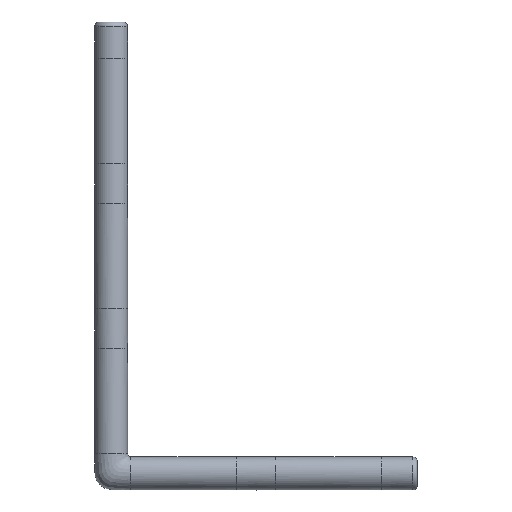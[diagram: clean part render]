
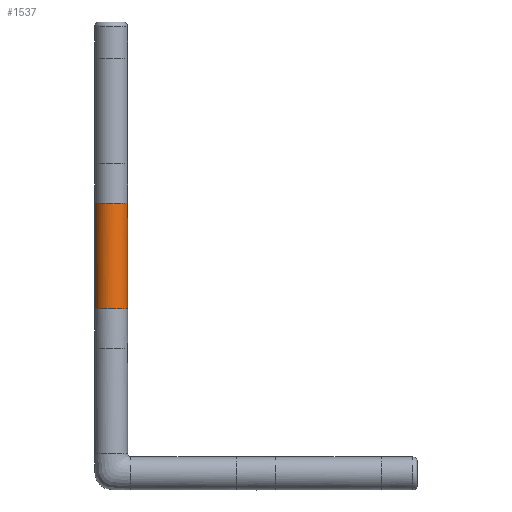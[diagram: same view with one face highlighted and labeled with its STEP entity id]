
A CAD part, top view. The second image highlights one B-rep face of the part: STEP entity #1537.
In plain terms, the highlighted cylindrical face has radius 12.5 mm (diameter 25 mm), a partial arc.
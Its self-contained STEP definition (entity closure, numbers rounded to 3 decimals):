
#1537=ADVANCED_FACE('',(#1705),#3974,.T.);
#1705=FACE_OUTER_BOUND('',#1878,.T.);
#1878=EDGE_LOOP('',(#2139,#2140,#2141,#2142));
#2139=ORIENTED_EDGE('',*,*,#2892,.T.);
#2140=ORIENTED_EDGE('',*,*,#2893,.T.);
#2141=ORIENTED_EDGE('',*,*,#2894,.T.);
#2142=ORIENTED_EDGE('',*,*,#2895,.T.);
#2892=EDGE_CURVE('',#3703,#3704,#3459,.T.);
#2893=EDGE_CURVE('',#3704,#3705,#3278,.T.);
#2894=EDGE_CURVE('',#3705,#3706,#3460,.T.);
#2895=EDGE_CURVE('',#3706,#3703,#3279,.T.);
#3278=(
BOUNDED_CURVE()
B_SPLINE_CURVE(2,(#9990,#9991,#9992,#9993,#9994),.UNSPECIFIED.,.F.,.F.)
B_SPLINE_CURVE_WITH_KNOTS((3,2,3),(0.,19.635,39.27),
 .UNSPECIFIED.)
CURVE()
GEOMETRIC_REPRESENTATION_ITEM()
RATIONAL_B_SPLINE_CURVE((1.,0.707,1.,0.707,1.))
REPRESENTATION_ITEM('')
);
#3279=(
BOUNDED_CURVE()
B_SPLINE_CURVE(2,(#9997,#9998,#9999,#10000,#10001),.UNSPECIFIED.,.F.,.F.)
B_SPLINE_CURVE_WITH_KNOTS((3,2,3),(0.,19.635,39.27),
 .UNSPECIFIED.)
CURVE()
GEOMETRIC_REPRESENTATION_ITEM()
RATIONAL_B_SPLINE_CURVE((1.,0.707,1.,0.707,1.))
REPRESENTATION_ITEM('')
);
#3459=B_SPLINE_CURVE_WITH_KNOTS('',1,(#9988,#9989),.UNSPECIFIED.,.F.,.F.,
(2,2),(0.,79.6),.UNSPECIFIED.);
#3460=B_SPLINE_CURVE_WITH_KNOTS('',1,(#9995,#9996),.UNSPECIFIED.,.F.,.F.,
(2,2),(0.,79.6),.UNSPECIFIED.);
#3703=VERTEX_POINT('',#9755);
#3704=VERTEX_POINT('',#9756);
#3705=VERTEX_POINT('',#9757);
#3706=VERTEX_POINT('',#9758);
#3974=CYLINDRICAL_SURFACE('',#4063,12.5);
#4063=AXIS2_PLACEMENT_3D('',#4814,#4171,$);
#4171=DIRECTION('',(0.,1.,0.));
#4814=CARTESIAN_POINT('',(0.,164.849,0.));
#9755=CARTESIAN_POINT('',(12.5,124.974,0.));
#9756=CARTESIAN_POINT('',(12.5,204.724,0.));
#9757=CARTESIAN_POINT('',(-12.5,204.724,0.));
#9758=CARTESIAN_POINT('',(-12.5,124.974,0.));
#9988=CARTESIAN_POINT('',(12.5,124.974,0.));
#9989=CARTESIAN_POINT('',(12.5,204.724,0.));
#9990=CARTESIAN_POINT('',(12.5,204.724,0.));
#9991=CARTESIAN_POINT('',(12.5,204.724,12.5));
#9992=CARTESIAN_POINT('',(0.,204.724,12.5));
#9993=CARTESIAN_POINT('',(-12.5,204.724,12.5));
#9994=CARTESIAN_POINT('',(-12.5,204.724,0.));
#9995=CARTESIAN_POINT('',(-12.5,204.724,0.));
#9996=CARTESIAN_POINT('',(-12.5,124.974,0.));
#9997=CARTESIAN_POINT('',(-12.5,124.974,0.));
#9998=CARTESIAN_POINT('',(-12.5,124.974,12.5));
#9999=CARTESIAN_POINT('',(0.,124.974,12.5));
#10000=CARTESIAN_POINT('',(12.5,124.974,12.5));
#10001=CARTESIAN_POINT('',(12.5,124.974,0.));
